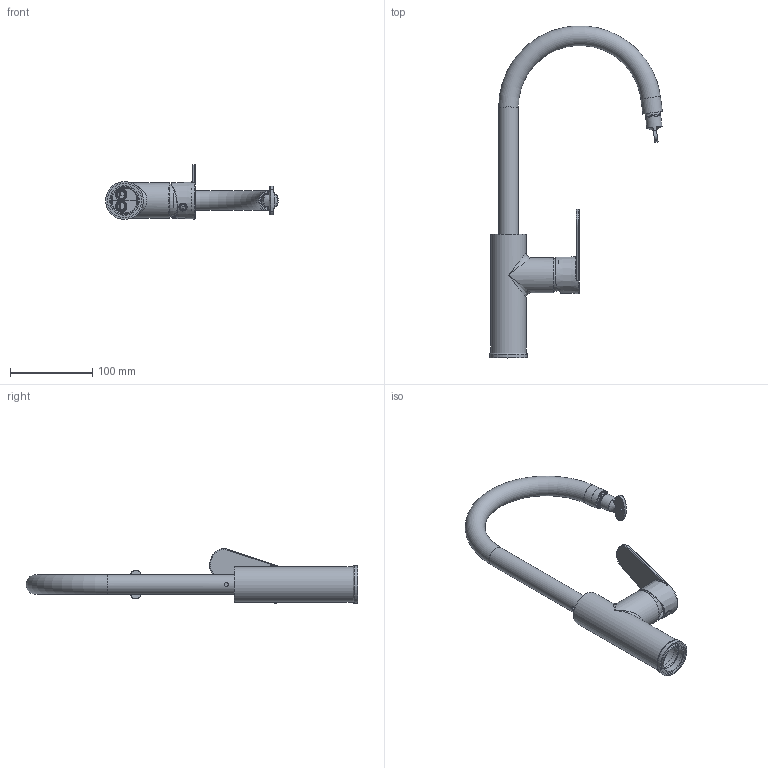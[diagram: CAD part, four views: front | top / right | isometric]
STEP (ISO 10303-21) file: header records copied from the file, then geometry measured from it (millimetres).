
FILE_DESCRIPTION (( 'STEP AP203' ), '1' );
FILE_NAME ('STEP36E301593.STEP', '2021-02-25T09:06:54', ( '' ), ( '' ), 'SwSTEP 2.0', 'SolidWorks 2018', '' );
FILE_SCHEMA (( 'CONFIG_CONTROL_DESIGN' ));
Length unit declared in the file: millimetre
Products named in the file (1): STEP36E301593
Bounding box: 210.57 x 404.79 x 66.79 mm (x, y, z)
Volume: 133219.4 mm3; surface area: 152523 mm2
Topology: 9 solids, 9 shells, 1420 faces, 3591 edges, 2361 vertices
Faces by surface type: plane 1195, cylinder 133, bspline 47, cone 27, torus 17, sphere 1
Full cylindrical faces by diameter (mm): 3.8 x1, 4.2 x1, 5 x1, 6.8 x1, 8 x1, 9 x2, 9.5 x1, 10 x1, 10.6 x2, 13.95 x2, 16 x1, 16.5 x1, 16.7 x1, 17 x1, 17.2 x2, 17.5 x1, 18.5 x3, 18.75 x1, 19.5 x1, 21.5 x1, 22.4 x3, 23 x1, 24 x2, 24.5 x1, 29 x1, 30.5 x1, 31 x1, 33.5 x1, 34.5 x2, 35.8 x1
Entity records: 47133 total; most frequent: CARTESIAN_POINT 13784, ORIENTED_EDGE 6934, DIRECTION 6319, EDGE_CURVE 3467, VECTOR 2939, LINE 2939, VERTEX_POINT 2330, EDGE_LOOP 1703
